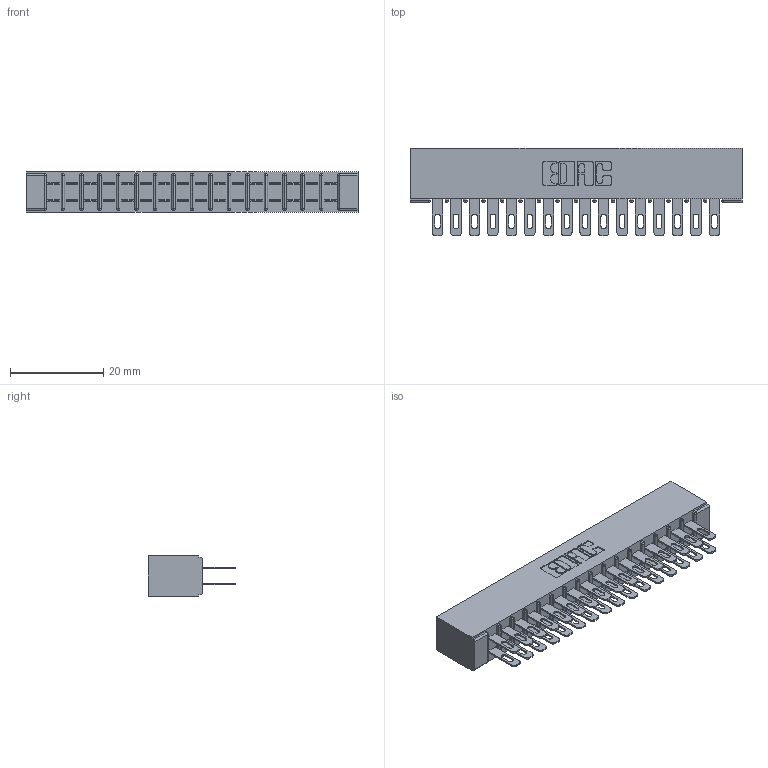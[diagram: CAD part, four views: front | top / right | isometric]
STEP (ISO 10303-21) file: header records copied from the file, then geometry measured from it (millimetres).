
FILE_DESCRIPTION (( 'STEP AP203' ), '1' );
FILE_NAME ('315-032-500-201.STEP', '2019-09-10T15:32:10', ( '' ), ( '' ), 'SwSTEP 2.0', 'SolidWorks 2016', '' );
FILE_SCHEMA (( 'CONFIG_CONTROL_DESIGN' ));
Length unit declared in the file: inch
Products named in the file (3): 315-032-500-201; 305-290-001_500; 305 Part_No Mounting
Assembly tree (33 placements, depth 2):
  315-032-500-201
    305 Part_No Mounting
    305-290-001_500  x32
Bounding box: 71.27 x 18.85 x 8.71 mm (x, y, z)
Volume: 4772.6 mm3; surface area: 9777.5 mm2
Topology: 33 solids, 33 shells, 1708 faces, 4884 edges, 3168 vertices
Faces by surface type: plane 960, cylinder 684, sphere 64
Entity records: 20233 total; most frequent: CARTESIAN_POINT 3346, ORIENTED_EDGE 3316, DIRECTION 3258, EDGE_CURVE 1658, VECTOR 1314, LINE 1314, VERTEX_POINT 1060, AXIS2_PLACEMENT_3D 972
